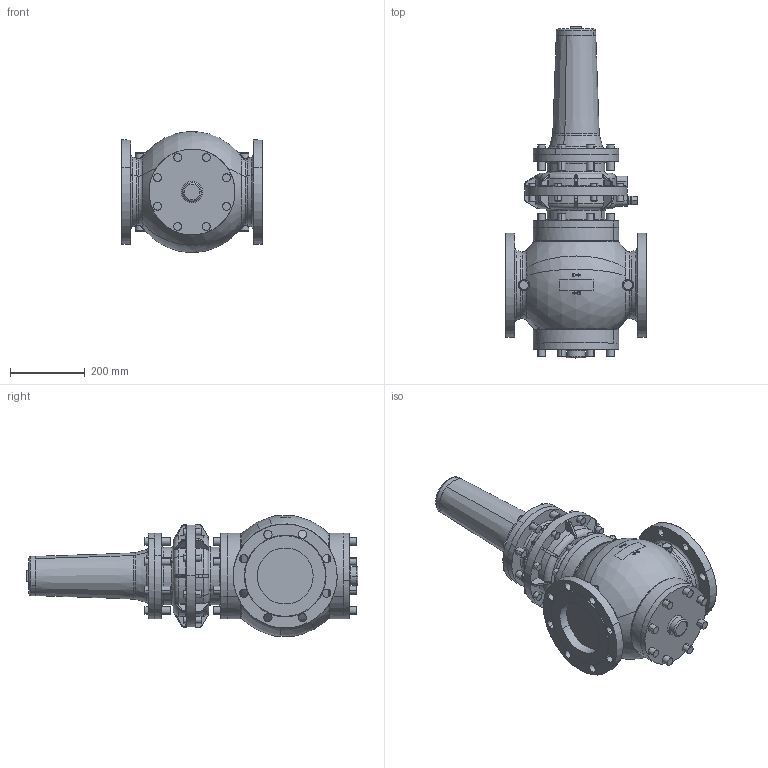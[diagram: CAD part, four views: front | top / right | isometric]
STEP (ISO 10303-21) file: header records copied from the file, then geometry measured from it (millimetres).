
FILE_DESCRIPTION(('CATIA V5 STEP Exchange'),'2;1');
FILE_NAME('R100-R100-U DN150 275 ANSI.stp','2023-05-08T13:24:35+00:00',('none'),('none'),'CATIA Version 5-6 Release 2018 SP2','CATIA V5 STEP AP203','none');
FILE_SCHEMA(('CONFIG_CONTROL_DESIGN'));
Products named in the file (1): Product3
Assembly tree (2 placements, depth 2):
  Product3
    #57
    #42648
Bounding box: 380 x 889 x 324.66 mm (x, y, z)
Volume: 33928557.5 mm3; surface area: 1141557.2 mm2
Topology: 3 solids, 21 shells, 1243 faces, 2981 edges, 1731 vertices
Faces by surface type: cylinder 384, torus 301, plane 221, bspline 140, sphere 111, cone 86
Entity records: 45249 total; most frequent: CARTESIAN_POINT 21549, ORIENTED_EDGE 5730, DIRECTION 3158, EDGE_CURVE 2865, AXIS2_PLACEMENT_3D 1970, VERTEX_POINT 1731, CIRCLE 1399, EDGE_LOOP 1348
